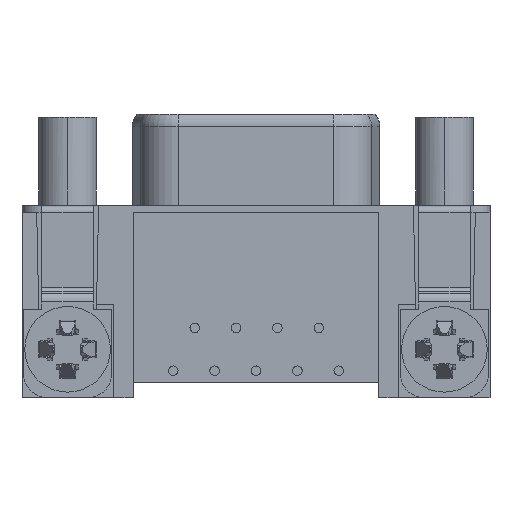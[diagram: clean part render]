
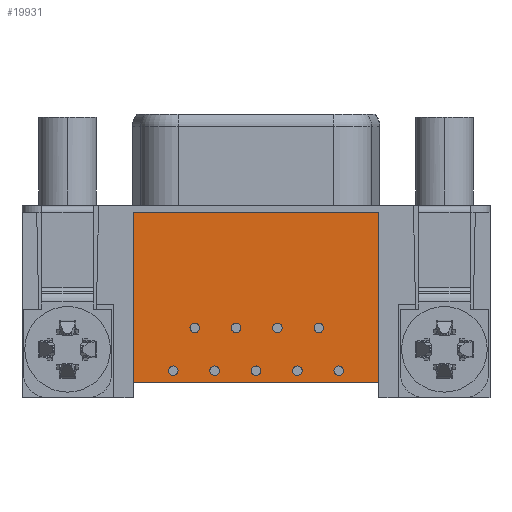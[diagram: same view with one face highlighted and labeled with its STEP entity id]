
A CAD part, front view. The second image highlights one B-rep face of the part: STEP entity #19931.
In plain terms, the highlighted planar face has unit normal (0, -1, 0).
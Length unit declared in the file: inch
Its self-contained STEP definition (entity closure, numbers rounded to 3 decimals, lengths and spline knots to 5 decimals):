
#5631=DIRECTION('',(0.,0.,1.));
#5632=VECTOR('',#5631,0.444);
#5633=CARTESIAN_POINT('',(-0.321,-0.205,-0.6994));
#5634=LINE('',#5633,#5632);
#5746=DIRECTION('',(0.,0.,1.));
#5747=VECTOR('',#5746,0.444);
#5748=CARTESIAN_POINT('',(0.321,-0.205,-0.6994));
#5749=LINE('',#5748,#5747);
#6416=DIRECTION('',(-1.,0.,0.));
#6417=VECTOR('',#6416,0.642);
#6418=CARTESIAN_POINT('',(0.321,-0.205,-0.6994));
#6419=LINE('',#6418,#6417);
#6420=CARTESIAN_POINT('',(-0.216,-0.205,-0.6694));
#6421=DIRECTION('',(0.,-1.,0.));
#6422=DIRECTION('',(-1.,0.,0.));
#6423=AXIS2_PLACEMENT_3D('',#6420,#6421,#6422);
#6425=CARTESIAN_POINT('',(-0.216,-0.205,-0.6694));
#6426=DIRECTION('',(0.,-1.,0.));
#6427=DIRECTION('',(1.,0.,0.));
#6428=AXIS2_PLACEMENT_3D('',#6425,#6426,#6427);
#6430=CARTESIAN_POINT('',(-0.108,-0.205,-0.6694));
#6431=DIRECTION('',(0.,-1.,0.));
#6432=DIRECTION('',(-1.,0.,0.));
#6433=AXIS2_PLACEMENT_3D('',#6430,#6431,#6432);
#6435=CARTESIAN_POINT('',(-0.108,-0.205,-0.6694));
#6436=DIRECTION('',(0.,-1.,0.));
#6437=DIRECTION('',(1.,0.,0.));
#6438=AXIS2_PLACEMENT_3D('',#6435,#6436,#6437);
#6440=CARTESIAN_POINT('',(0.,-0.205,-0.6694));
#6441=DIRECTION('',(0.,-1.,0.));
#6442=DIRECTION('',(-1.,0.,0.));
#6443=AXIS2_PLACEMENT_3D('',#6440,#6441,#6442);
#6445=CARTESIAN_POINT('',(0.,-0.205,-0.6694));
#6446=DIRECTION('',(0.,-1.,0.));
#6447=DIRECTION('',(1.,0.,0.));
#6448=AXIS2_PLACEMENT_3D('',#6445,#6446,#6447);
#6450=CARTESIAN_POINT('',(0.108,-0.205,-0.6694));
#6451=DIRECTION('',(0.,-1.,0.));
#6452=DIRECTION('',(-1.,0.,0.));
#6453=AXIS2_PLACEMENT_3D('',#6450,#6451,#6452);
#6455=CARTESIAN_POINT('',(0.108,-0.205,-0.6694));
#6456=DIRECTION('',(0.,-1.,0.));
#6457=DIRECTION('',(1.,0.,0.));
#6458=AXIS2_PLACEMENT_3D('',#6455,#6456,#6457);
#6460=CARTESIAN_POINT('',(0.216,-0.205,-0.6694));
#6461=DIRECTION('',(0.,-1.,0.));
#6462=DIRECTION('',(-1.,0.,0.));
#6463=AXIS2_PLACEMENT_3D('',#6460,#6461,#6462);
#6465=CARTESIAN_POINT('',(0.216,-0.205,-0.6694));
#6466=DIRECTION('',(0.,-1.,0.));
#6467=DIRECTION('',(1.,0.,0.));
#6468=AXIS2_PLACEMENT_3D('',#6465,#6466,#6467);
#6470=CARTESIAN_POINT('',(-0.16,-0.205,-0.5574));
#6471=DIRECTION('',(0.,-1.,0.));
#6472=DIRECTION('',(-1.,0.,0.));
#6473=AXIS2_PLACEMENT_3D('',#6470,#6471,#6472);
#6475=CARTESIAN_POINT('',(-0.16,-0.205,-0.5574));
#6476=DIRECTION('',(0.,-1.,0.));
#6477=DIRECTION('',(1.,0.,0.));
#6478=AXIS2_PLACEMENT_3D('',#6475,#6476,#6477);
#6480=CARTESIAN_POINT('',(-0.052,-0.205,-0.5574));
#6481=DIRECTION('',(0.,-1.,0.));
#6482=DIRECTION('',(-1.,0.,0.));
#6483=AXIS2_PLACEMENT_3D('',#6480,#6481,#6482);
#6485=CARTESIAN_POINT('',(-0.052,-0.205,-0.5574));
#6486=DIRECTION('',(0.,-1.,0.));
#6487=DIRECTION('',(1.,0.,0.));
#6488=AXIS2_PLACEMENT_3D('',#6485,#6486,#6487);
#6490=CARTESIAN_POINT('',(0.056,-0.205,-0.5574));
#6491=DIRECTION('',(0.,-1.,0.));
#6492=DIRECTION('',(-1.,0.,0.));
#6493=AXIS2_PLACEMENT_3D('',#6490,#6491,#6492);
#6495=CARTESIAN_POINT('',(0.056,-0.205,-0.5574));
#6496=DIRECTION('',(0.,-1.,0.));
#6497=DIRECTION('',(1.,0.,0.));
#6498=AXIS2_PLACEMENT_3D('',#6495,#6496,#6497);
#6500=CARTESIAN_POINT('',(0.164,-0.205,-0.5574));
#6501=DIRECTION('',(0.,-1.,0.));
#6502=DIRECTION('',(-1.,0.,0.));
#6503=AXIS2_PLACEMENT_3D('',#6500,#6501,#6502);
#6505=CARTESIAN_POINT('',(0.164,-0.205,-0.5574));
#6506=DIRECTION('',(0.,-1.,0.));
#6507=DIRECTION('',(1.,0.,0.));
#6508=AXIS2_PLACEMENT_3D('',#6505,#6506,#6507);
#6510=DIRECTION('',(-1.,0.,0.));
#6511=VECTOR('',#6510,0.642);
#6512=CARTESIAN_POINT('',(0.321,-0.205,-0.2554));
#6513=LINE('',#6512,#6511);
#8743=CARTESIAN_POINT('',(0.321,-0.205,-0.6994));
#8744=CARTESIAN_POINT('',(0.321,-0.205,-0.2554));
#8745=VERTEX_POINT('',#8743);
#8746=VERTEX_POINT('',#8744);
#8747=CARTESIAN_POINT('',(-0.321,-0.205,-0.6994));
#8748=CARTESIAN_POINT('',(-0.321,-0.205,-0.2554));
#8749=VERTEX_POINT('',#8747);
#8750=VERTEX_POINT('',#8748);
#8897=CARTESIAN_POINT('',(-0.2285,-0.205,-0.6694));
#8898=CARTESIAN_POINT('',(-0.2035,-0.205,-0.6694));
#8899=VERTEX_POINT('',#8897);
#8900=VERTEX_POINT('',#8898);
#8933=CARTESIAN_POINT('',(-0.1205,-0.205,-0.6694));
#8934=CARTESIAN_POINT('',(-0.0955,-0.205,-0.6694));
#8935=VERTEX_POINT('',#8933);
#8936=VERTEX_POINT('',#8934);
#8937=CARTESIAN_POINT('',(-0.0125,-0.205,-0.6694));
#8938=CARTESIAN_POINT('',(0.0125,-0.205,-0.6694));
#8939=VERTEX_POINT('',#8937);
#8940=VERTEX_POINT('',#8938);
#8941=CARTESIAN_POINT('',(0.0955,-0.205,-0.6694));
#8942=CARTESIAN_POINT('',(0.1205,-0.205,-0.6694));
#8943=VERTEX_POINT('',#8941);
#8944=VERTEX_POINT('',#8942);
#8945=CARTESIAN_POINT('',(0.2035,-0.205,-0.6694));
#8946=CARTESIAN_POINT('',(0.2285,-0.205,-0.6694));
#8947=VERTEX_POINT('',#8945);
#8948=VERTEX_POINT('',#8946);
#8949=CARTESIAN_POINT('',(-0.1725,-0.205,-0.5574));
#8950=CARTESIAN_POINT('',(-0.1475,-0.205,-0.5574));
#8951=VERTEX_POINT('',#8949);
#8952=VERTEX_POINT('',#8950);
#8953=CARTESIAN_POINT('',(-0.0645,-0.205,-0.5574));
#8954=CARTESIAN_POINT('',(-0.0395,-0.205,-0.5574));
#8955=VERTEX_POINT('',#8953);
#8956=VERTEX_POINT('',#8954);
#8957=CARTESIAN_POINT('',(0.0435,-0.205,-0.5574));
#8958=CARTESIAN_POINT('',(0.0685,-0.205,-0.5574));
#8959=VERTEX_POINT('',#8957);
#8960=VERTEX_POINT('',#8958);
#8961=CARTESIAN_POINT('',(0.1515,-0.205,-0.5574));
#8962=CARTESIAN_POINT('',(0.1765,-0.205,-0.5574));
#8963=VERTEX_POINT('',#8961);
#8964=VERTEX_POINT('',#8962);
#19865=CARTESIAN_POINT('',(0.321,-0.205,-0.6994));
#19866=DIRECTION('',(0.,1.,0.));
#19867=DIRECTION('',(0.,0.,1.));
#19868=AXIS2_PLACEMENT_3D('',#19865,#19866,#19867);
#19869=PLANE('',#19868);
#19870=ORIENTED_EDGE('',*,*,#18851,.F.);
#19871=ORIENTED_EDGE('',*,*,#18688,.T.);
#19872=ORIENTED_EDGE('',*,*,#18708,.T.);
#19874=ORIENTED_EDGE('',*,*,#19873,.F.);
#19875=EDGE_LOOP('',(#19870,#19871,#19872,#19874));
#19876=FACE_OUTER_BOUND('',#19875,.F.);
#19878=ORIENTED_EDGE('',*,*,#19877,.T.);
#19880=ORIENTED_EDGE('',*,*,#19879,.T.);
#19881=EDGE_LOOP('',(#19878,#19880));
#19882=FACE_BOUND('',#19881,.F.);
#19884=ORIENTED_EDGE('',*,*,#19883,.T.);
#19886=ORIENTED_EDGE('',*,*,#19885,.T.);
#19887=EDGE_LOOP('',(#19884,#19886));
#19888=FACE_BOUND('',#19887,.F.);
#19890=ORIENTED_EDGE('',*,*,#19889,.T.);
#19892=ORIENTED_EDGE('',*,*,#19891,.T.);
#19893=EDGE_LOOP('',(#19890,#19892));
#19894=FACE_BOUND('',#19893,.F.);
#19896=ORIENTED_EDGE('',*,*,#19895,.T.);
#19898=ORIENTED_EDGE('',*,*,#19897,.T.);
#19899=EDGE_LOOP('',(#19896,#19898));
#19900=FACE_BOUND('',#19899,.F.);
#19902=ORIENTED_EDGE('',*,*,#19901,.T.);
#19904=ORIENTED_EDGE('',*,*,#19903,.T.);
#19905=EDGE_LOOP('',(#19902,#19904));
#19906=FACE_BOUND('',#19905,.F.);
#19908=ORIENTED_EDGE('',*,*,#19907,.T.);
#19910=ORIENTED_EDGE('',*,*,#19909,.T.);
#19911=EDGE_LOOP('',(#19908,#19910));
#19912=FACE_BOUND('',#19911,.F.);
#19914=ORIENTED_EDGE('',*,*,#19913,.T.);
#19916=ORIENTED_EDGE('',*,*,#19915,.T.);
#19917=EDGE_LOOP('',(#19914,#19916));
#19918=FACE_BOUND('',#19917,.F.);
#19920=ORIENTED_EDGE('',*,*,#19919,.T.);
#19922=ORIENTED_EDGE('',*,*,#19921,.T.);
#19923=EDGE_LOOP('',(#19920,#19922));
#19924=FACE_BOUND('',#19923,.F.);
#19926=ORIENTED_EDGE('',*,*,#19925,.T.);
#19928=ORIENTED_EDGE('',*,*,#19927,.T.);
#19929=EDGE_LOOP('',(#19926,#19928));
#19930=FACE_BOUND('',#19929,.F.);
#6424=CIRCLE('',#6423,0.0125);
#6429=CIRCLE('',#6428,0.0125);
#6434=CIRCLE('',#6433,0.0125);
#6439=CIRCLE('',#6438,0.0125);
#6444=CIRCLE('',#6443,0.0125);
#6449=CIRCLE('',#6448,0.0125);
#6454=CIRCLE('',#6453,0.0125);
#6459=CIRCLE('',#6458,0.0125);
#6464=CIRCLE('',#6463,0.0125);
#6469=CIRCLE('',#6468,0.0125);
#6474=CIRCLE('',#6473,0.0125);
#6479=CIRCLE('',#6478,0.0125);
#6484=CIRCLE('',#6483,0.0125);
#6489=CIRCLE('',#6488,0.0125);
#6494=CIRCLE('',#6493,0.0125);
#6499=CIRCLE('',#6498,0.0125);
#6504=CIRCLE('',#6503,0.0125);
#6509=CIRCLE('',#6508,0.0125);
#18688=EDGE_CURVE('',#8745,#8749,#6419,.T.);
#18708=EDGE_CURVE('',#8749,#8750,#5634,.T.);
#18851=EDGE_CURVE('',#8745,#8746,#5749,.T.);
#19873=EDGE_CURVE('',#8746,#8750,#6513,.T.);
#19877=EDGE_CURVE('',#8899,#8900,#6424,.T.);
#19879=EDGE_CURVE('',#8900,#8899,#6429,.T.);
#19883=EDGE_CURVE('',#8935,#8936,#6434,.T.);
#19885=EDGE_CURVE('',#8936,#8935,#6439,.T.);
#19889=EDGE_CURVE('',#8939,#8940,#6444,.T.);
#19891=EDGE_CURVE('',#8940,#8939,#6449,.T.);
#19895=EDGE_CURVE('',#8943,#8944,#6454,.T.);
#19897=EDGE_CURVE('',#8944,#8943,#6459,.T.);
#19901=EDGE_CURVE('',#8947,#8948,#6464,.T.);
#19903=EDGE_CURVE('',#8948,#8947,#6469,.T.);
#19907=EDGE_CURVE('',#8951,#8952,#6474,.T.);
#19909=EDGE_CURVE('',#8952,#8951,#6479,.T.);
#19913=EDGE_CURVE('',#8955,#8956,#6484,.T.);
#19915=EDGE_CURVE('',#8956,#8955,#6489,.T.);
#19919=EDGE_CURVE('',#8959,#8960,#6494,.T.);
#19921=EDGE_CURVE('',#8960,#8959,#6499,.T.);
#19925=EDGE_CURVE('',#8963,#8964,#6504,.T.);
#19927=EDGE_CURVE('',#8964,#8963,#6509,.T.);
#19931=ADVANCED_FACE('',(#19876,#19882,#19888,#19894,#19900,#19906,#19912,
#19918,#19924,#19930),#19869,.F.);
